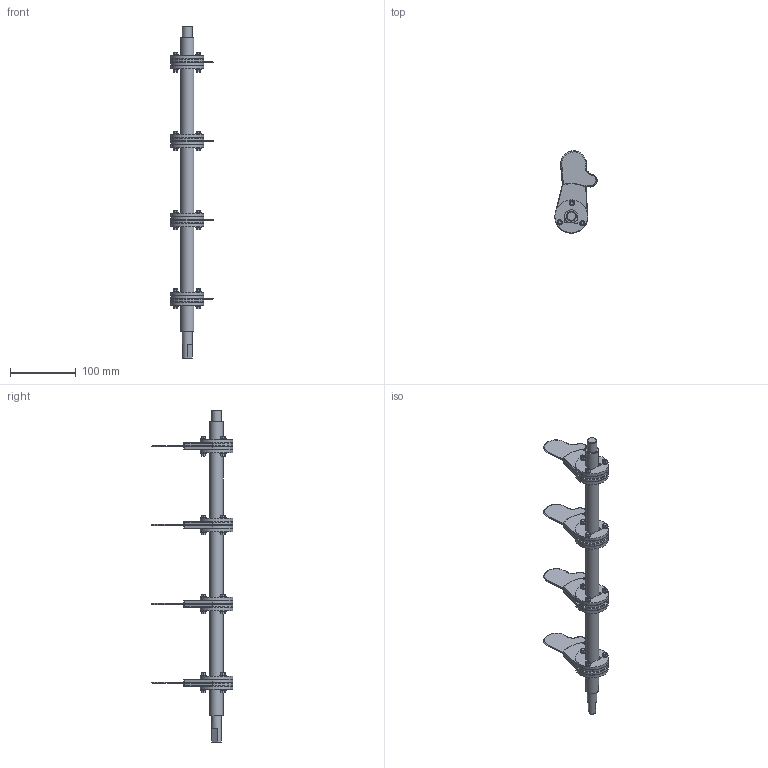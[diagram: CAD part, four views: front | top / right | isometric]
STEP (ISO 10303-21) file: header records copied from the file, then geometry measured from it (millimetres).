
FILE_DESCRIPTION( ('This file contains a STEP AP42 implementation' ,'as created by ZW3D STEP Interface translator.' ,'') ,'2;1' );
FILE_NAME( '蚾饜-絮.iam.stp' ,'251027.114757', (''), ('ZWCAD Software Co.'), 'Version 1.0', 'ZW3D to STEP translator', '' );
FILE_SCHEMA(('AUTOMOTIVE_DESIGN { 1 0 10303 214 1 1 1 1 }'));
Length unit declared in the file: millimetre
Products named in the file (19): 0; 蚾饜-絮.iam; 絮粣.ipt; 絮.ipt; 絮標え.ipt; 絮標え踡嘐蹟簽.ipt; 絮標え踡嘐蹟佪.ipt; 錨窒璃淝蹈 1_2; 啋匼_1_19; 啋匼_2_19; 啋匼_3_18; 錨窒璃淝蹈 1_3; 啋匼_1_20; 啋匼_2_20; 啋匼_3_19; 錨窒璃淝蹈 1_4; 啋匼_1_21; 啋匼_2_21; 啋匼_3_20
Assembly tree (49 placements, depth 4):
  0
  蚾饜-絮.iam
    絮粣.ipt
    絮.ipt  x4
    絮標え.ipt  x8
    絮標え踡嘐蹟簽.ipt  x3
    絮標え踡嘐蹟佪.ipt  x3
    錨窒璃淝蹈 1_2
      啋匼_1_19
        絮標え踡嘐蹟簽.ipt
        絮標え踡嘐蹟佪.ipt
      啋匼_2_19
        絮標え踡嘐蹟簽.ipt
        絮標え踡嘐蹟佪.ipt
      啋匼_3_18
        絮標え踡嘐蹟簽.ipt
        絮標え踡嘐蹟佪.ipt
    錨窒璃淝蹈 1_3
      啋匼_1_20
        絮標え踡嘐蹟簽.ipt
        絮標え踡嘐蹟佪.ipt
      啋匼_2_20
        絮標え踡嘐蹟簽.ipt
        絮標え踡嘐蹟佪.ipt
      啋匼_3_19
        絮標え踡嘐蹟簽.ipt
        絮標え踡嘐蹟佪.ipt
    錨窒璃淝蹈 1_4
      啋匼_1_21
        絮標え踡嘐蹟簽.ipt
        絮標え踡嘐蹟佪.ipt
      啋匼_2_21
        絮標え踡嘐蹟簽.ipt
        絮標え踡嘐蹟佪.ipt
      啋匼_3_20
        絮標え踡嘐蹟簽.ipt
        絮標え踡嘐蹟佪.ipt
Bounding box: 64.24 x 124.56 x 505 mm (x, y, z)
Volume: 331145.5 mm3; surface area: 141930.3 mm2
Topology: 37 solids, 37 shells, 948 faces, 2377 edges, 1533 vertices
Faces by surface type: plane 388, cylinder 375, sphere 72, cone 57, torus 56
Full cylindrical faces by diameter (mm): 5 x68, 8 x24, 15 x2, 20 x1, 50 x8
Entity records: 6030 total; most frequent: DIRECTION 1123, CARTESIAN_POINT 1005, ORIENTED_EDGE 810, AXIS2_PLACEMENT_3D 455, EDGE_CURVE 405, VERTEX_POINT 263, VECTOR 213, LINE 213
